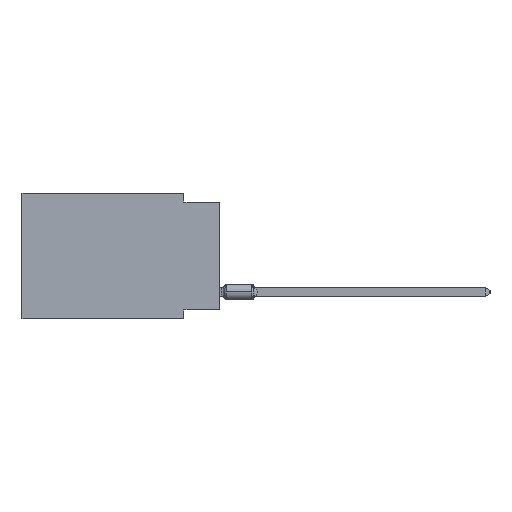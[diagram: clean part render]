
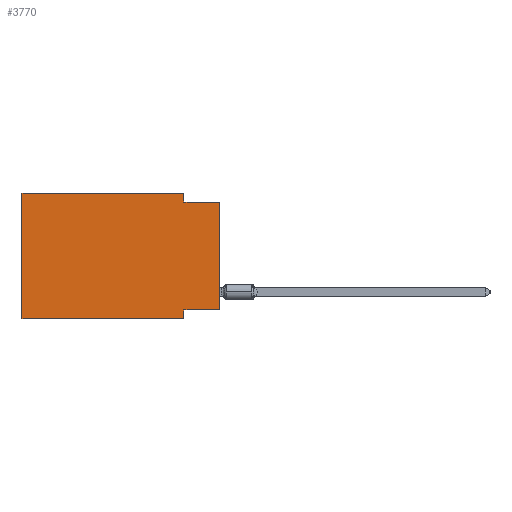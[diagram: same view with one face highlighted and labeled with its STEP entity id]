
A CAD part, left-side view. The second image highlights one B-rep face of the part: STEP entity #3770.
In plain terms, the highlighted planar face has unit normal (-1, 0, 0).
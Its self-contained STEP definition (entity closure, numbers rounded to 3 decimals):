
#1230 = VECTOR ( 'NONE', #27822, 1000. ) ;
#1466 = VERTEX_POINT ( 'NONE', #44495 ) ;
#1647 = CARTESIAN_POINT ( 'NONE',  ( 0., 0., -8.255 ) ) ;
#3627 = CARTESIAN_POINT ( 'NONE',  ( 0., 2.54, -0.635 ) ) ;
#3770 = ADVANCED_FACE ( 'NONE', ( #36172 ), #31119, .F. ) ;
#3941 = DIRECTION ( 'NONE',  ( 0., 0., 1. ) ) ;
#4281 = EDGE_CURVE ( 'NONE', #39630, #7355, #8100, .T. ) ;
#5250 = EDGE_CURVE ( 'NONE', #55984, #7355, #54551, .T. ) ;
#7355 = VERTEX_POINT ( 'NONE', #14630 ) ;
#7679 = CARTESIAN_POINT ( 'NONE',  ( 0., 2.54, 0. ) ) ;
#8100 = LINE ( 'NONE', #17896, #51544 ) ;
#9173 = CARTESIAN_POINT ( 'NONE',  ( 0., 13.97, 0. ) ) ;
#9418 = ORIENTED_EDGE ( 'NONE', *, *, #55018, .T. ) ;
#9420 = VERTEX_POINT ( 'NONE', #21972 ) ;
#13040 = DIRECTION ( 'NONE',  ( 1., 0., 0. ) ) ;
#14630 = CARTESIAN_POINT ( 'NONE',  ( 0., 0., -0.635 ) ) ;
#16464 = EDGE_CURVE ( 'NONE', #32507, #16787, #55126, .T. ) ;
#16787 = VERTEX_POINT ( 'NONE', #21217 ) ;
#17286 = LINE ( 'NONE', #43699, #43890 ) ;
#17896 = CARTESIAN_POINT ( 'NONE',  ( 0., 0., 0. ) ) ;
#18883 = CARTESIAN_POINT ( 'NONE',  ( 0., 13.97, 0. ) ) ;
#19357 = LINE ( 'NONE', #24945, #40631 ) ;
#19664 = CARTESIAN_POINT ( 'NONE',  ( 0., 2.54, -8.89 ) ) ;
#21217 = CARTESIAN_POINT ( 'NONE',  ( 0., 13.97, 0. ) ) ;
#21972 = CARTESIAN_POINT ( 'NONE',  ( 0., 2.54, -8.255 ) ) ;
#24684 = DIRECTION ( 'NONE',  ( 0., 0., -1. ) ) ;
#24945 = CARTESIAN_POINT ( 'NONE',  ( 0., 13.97, -8.89 ) ) ;
#27256 = DIRECTION ( 'NONE',  ( 0., 0., -1. ) ) ;
#27822 = DIRECTION ( 'NONE',  ( 0., -1., 0. ) ) ;
#31119 = PLANE ( 'NONE',  #36301 ) ;
#31665 = CARTESIAN_POINT ( 'NONE',  ( 0., 0., -0.635 ) ) ;
#32014 = VECTOR ( 'NONE', #53689, 1000. ) ;
#32507 = VERTEX_POINT ( 'NONE', #58310 ) ;
#32544 = ORIENTED_EDGE ( 'NONE', *, *, #56543, .F. ) ;
#35483 = ORIENTED_EDGE ( 'NONE', *, *, #16464, .F. ) ;
#35675 = VERTEX_POINT ( 'NONE', #36715 ) ;
#36172 = FACE_OUTER_BOUND ( 'NONE', #37976, .T. ) ;
#36301 = AXIS2_PLACEMENT_3D ( 'NONE', #9173, #13040, #27256 ) ;
#36715 = CARTESIAN_POINT ( 'NONE',  ( 0., 2.54, -8.89 ) ) ;
#36731 = EDGE_CURVE ( 'NONE', #1466, #55984, #44470, .T. ) ;
#37976 = EDGE_LOOP ( 'NONE', ( #49876, #44170, #44579, #52360, #35483, #9418, #32544, #48297 ) ) ;
#39630 = VERTEX_POINT ( 'NONE', #1647 ) ;
#40631 = VECTOR ( 'NONE', #51969, 1000. ) ;
#41161 = CARTESIAN_POINT ( 'NONE',  ( 0., 13.97, 0. ) ) ;
#41447 = DIRECTION ( 'NONE',  ( 0., 0., 1. ) ) ;
#42171 = VECTOR ( 'NONE', #42610, 1000. ) ;
#42610 = DIRECTION ( 'NONE',  ( 0., -1., 0. ) ) ;
#43045 = VECTOR ( 'NONE', #41447, 1000. ) ;
#43699 = CARTESIAN_POINT ( 'NONE',  ( 0., 0., -8.255 ) ) ;
#43890 = VECTOR ( 'NONE', #57369, 1000. ) ;
#44170 = ORIENTED_EDGE ( 'NONE', *, *, #5250, .F. ) ;
#44470 = LINE ( 'NONE', #7679, #32014 ) ;
#44495 = CARTESIAN_POINT ( 'NONE',  ( 0., 2.54, 0. ) ) ;
#44579 = ORIENTED_EDGE ( 'NONE', *, *, #36731, .F. ) ;
#46683 = LINE ( 'NONE', #19664, #55838 ) ;
#46784 = LINE ( 'NONE', #18883, #42171 ) ;
#47094 = EDGE_CURVE ( 'NONE', #39630, #9420, #17286, .T. ) ;
#48297 = ORIENTED_EDGE ( 'NONE', *, *, #47094, .F. ) ;
#49876 = ORIENTED_EDGE ( 'NONE', *, *, #4281, .T. ) ;
#50011 = EDGE_CURVE ( 'NONE', #16787, #1466, #46784, .T. ) ;
#51544 = VECTOR ( 'NONE', #3941, 1000. ) ;
#51969 = DIRECTION ( 'NONE',  ( 0., -1., 0. ) ) ;
#52360 = ORIENTED_EDGE ( 'NONE', *, *, #50011, .F. ) ;
#53689 = DIRECTION ( 'NONE',  ( 0., 0., -1. ) ) ;
#54551 = LINE ( 'NONE', #31665, #1230 ) ;
#55018 = EDGE_CURVE ( 'NONE', #32507, #35675, #19357, .T. ) ;
#55126 = LINE ( 'NONE', #41161, #43045 ) ;
#55838 = VECTOR ( 'NONE', #24684, 1000. ) ;
#55984 = VERTEX_POINT ( 'NONE', #3627 ) ;
#56543 = EDGE_CURVE ( 'NONE', #9420, #35675, #46683, .T. ) ;
#57369 = DIRECTION ( 'NONE',  ( 0., 1., 0. ) ) ;
#58310 = CARTESIAN_POINT ( 'NONE',  ( 0., 13.97, -8.89 ) ) ;
